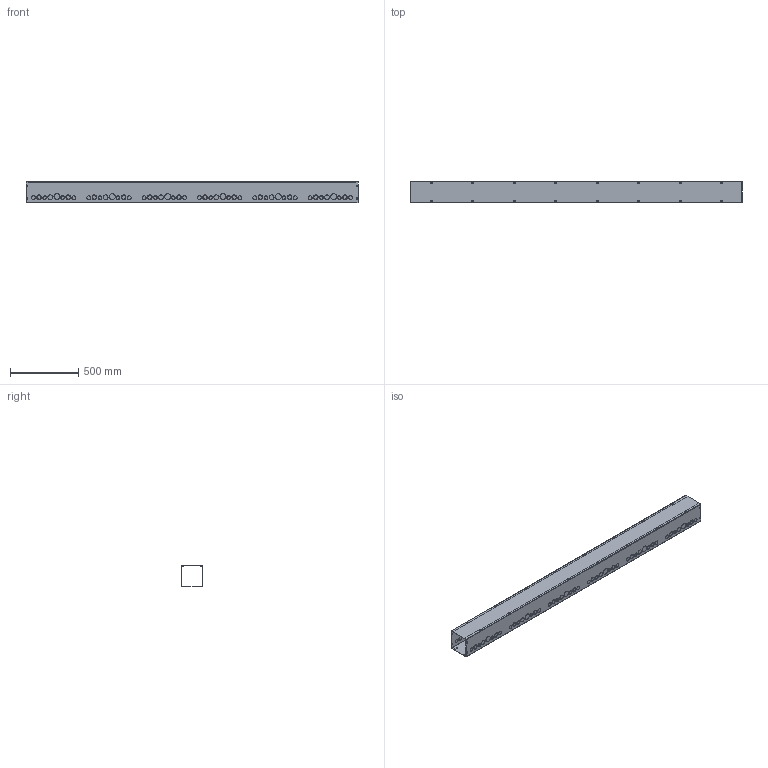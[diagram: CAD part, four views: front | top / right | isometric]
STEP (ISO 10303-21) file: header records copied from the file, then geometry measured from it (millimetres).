
FILE_DESCRIPTION(/* description */ ('WW, S, BLR, GALV, 6X6X96'),/* implementation_level */ '2;1');
FILE_NAME(/* name */ 'S6696G.stp',/* time_stamp */ '2017-03-14T18:38:15+05:00',/* author */ ('mgunasekar'),/* organization */ (''),/* preprocessor_version */ 'ST-DEVELOPER v16.1',/* originating_system */ 'Autodesk Inventor 2016',/* authorisation */ '');
FILE_SCHEMA (('AUTOMOTIVE_DESIGN { 1 0 10303 214 3 1 1 }'));
Length unit declared in the file: inch
Products named in the file (4): S6696GBLR; S6696GLID; 372141; S6696G
Assembly tree (18 placements, depth 2):
  S6696G
    S6696GBLR
    S6696GLID
    372141  x16
Bounding box: 2438.4 x 157.15 x 160.59 mm (x, y, z)
Volume: 2552390.9 mm3; surface area: 3188900.9 mm2
Topology: 18 solids, 18 shells, 1760 faces, 3956 edges, 2392 vertices
Faces by surface type: plane 652, cone 432, cylinder 420, torus 224, bspline 32
Full cylindrical faces by diameter (mm): 4.089 x16, 4.595 x128, 6.35 x4, 7.938 x16, 22.225 x24, 28.575 x48, 28.6 x24, 34.925 x36, 44.45 x12
Entity records: 17294 total; most frequent: CARTESIAN_POINT 3595, DIRECTION 2866, ORIENTED_EDGE 2160, AXIS2_PLACEMENT_3D 1237, EDGE_LOOP 1090, EDGE_CURVE 1080, VERTEX_POINT 842, CIRCLE 628
